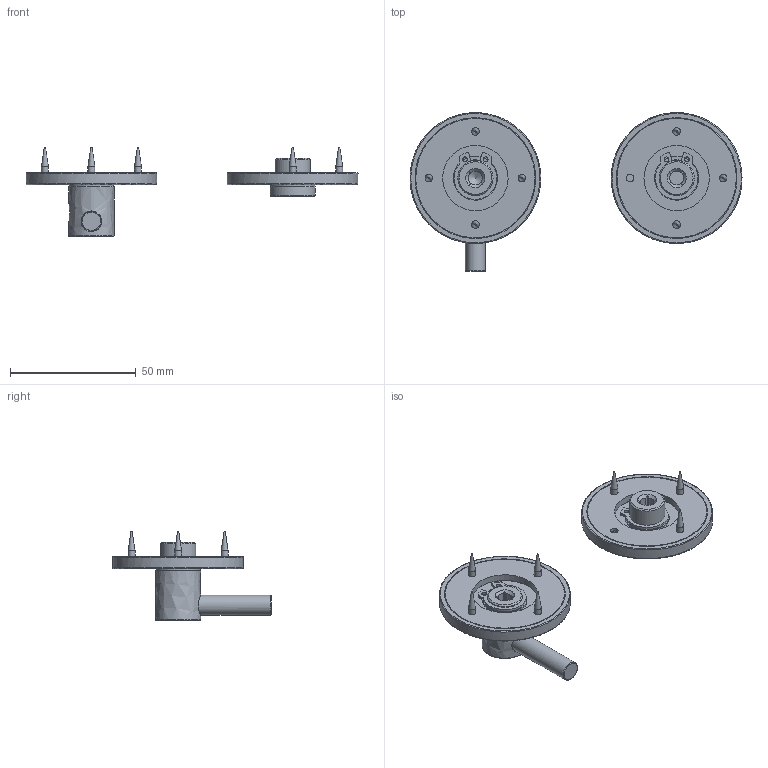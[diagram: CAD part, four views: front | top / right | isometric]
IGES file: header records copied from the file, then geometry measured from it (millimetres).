
Global section: file name: PK8150TCR; native system: Autodesk Inventor 2024; preprocessor: unknown; author: rclarke; date: 20250319.133135; units: millimetre
Bounding box: 131.97 x 62.97 x 35.26 mm (x, y, z)
Volume: 24360.4 mm3; surface area: 24457.2 mm2
Topology: 20 solids, 20 shells, 320 faces, 834 edges, 575 vertices
Faces by surface type: bspline 320
